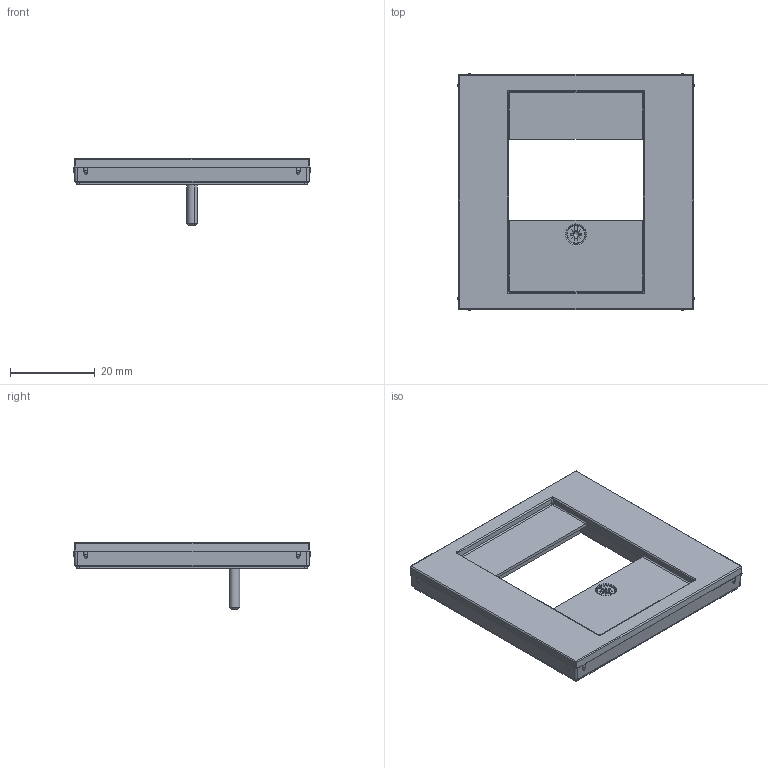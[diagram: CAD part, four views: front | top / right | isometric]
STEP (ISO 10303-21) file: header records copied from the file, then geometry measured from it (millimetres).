
FILE_DESCRIPTION((''),'2;1');
FILE_NAME('WAF1106_GEN_ASM','2025-03-19T08:46:11',('andolfs'),(''),'CREO PARAMETRIC BY PTC INC, 2023154','CREO PARAMETRIC BY PTC INC, 2023154','');
FILE_SCHEMA(('CONFIG_CONTROL_DESIGN','SHAPE_APPEARANCE_LAYERS_GROUPS'));
Length unit declared in the file: millimetre
Products named in the file (4): W4G0124_18; W1A2300_GEN; 9002573000; WAF1106_GEN_ASM
Assembly tree (3 placements, depth 2):
  WAF1106_GEN_ASM
    W4G0124_18
    W1A2300_GEN
    9002573000
Bounding box: 55.9 x 55.9 x 15.8 mm (x, y, z)
Volume: 6548.5 mm3; surface area: 8474 mm2
Topology: 2 solids, 2 shells, 659 faces, 1773 edges, 1142 vertices
Faces by surface type: plane 389, cylinder 120, extrusion 87, bspline 17, sphere 16, torus 16, cone 14
Entity records: 28379 total; most frequent: CARTESIAN_POINT 7106, ORIENTED_EDGE 3542, DIRECTION 2848, EDGE_CURVE 1771, PRESENTATION_STYLE_ASSIGNMENT 1652, STYLED_ITEM 1652, CURVE_STYLE 1629, VECTOR 1300
